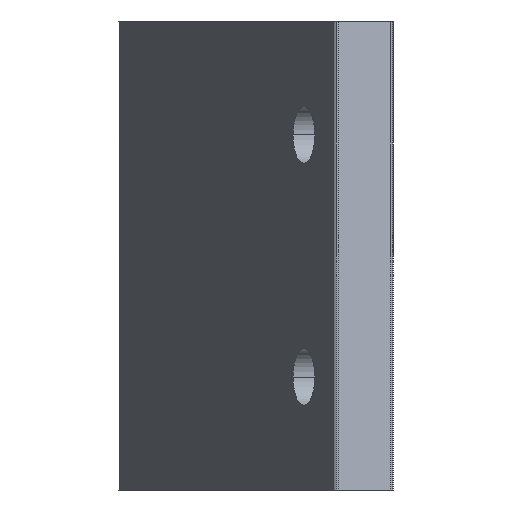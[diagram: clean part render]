
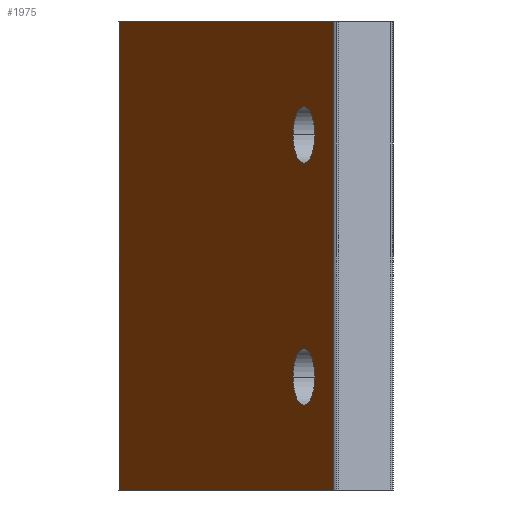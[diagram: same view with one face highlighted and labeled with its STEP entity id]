
A CAD part, left-side view. The second image highlights one B-rep face of the part: STEP entity #1975.
In plain terms, the highlighted planar face has unit normal (-0.383, 0.924, 0).
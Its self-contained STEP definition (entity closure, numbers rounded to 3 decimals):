
#21 = DIRECTION ( 'NONE',  ( 0.924, 0.383, 0. ) ) ;
#43 = DIRECTION ( 'NONE',  ( 0.383, -0.924, 0. ) ) ;
#57 = DIRECTION ( 'NONE',  ( 0.383, -0.924, 0. ) ) ;
#147 = CARTESIAN_POINT ( 'NONE',  ( 10405.888, 2577.371, 20. ) ) ;
#292 = PLANE ( 'NONE',  #4256 ) ;
#495 = CARTESIAN_POINT ( 'NONE',  ( 10457.972, 2598.946, -24. ) ) ;
#504 = DIRECTION ( 'NONE',  ( -0.924, -0.383, 0. ) ) ;
#925 = DIRECTION ( 'NONE',  ( 0.924, 0.383, 0. ) ) ;
#1070 = DIRECTION ( 'NONE',  ( -0.924, -0.383, 0. ) ) ;
#1126 = VECTOR ( 'NONE', #504, 1000. ) ;
#1235 = ORIENTED_EDGE ( 'NONE', *, *, #5684, .F. ) ;
#1326 = LINE ( 'NONE', #6766, #1126 ) ;
#1456 = CARTESIAN_POINT ( 'NONE',  ( 10457.972, 2598.946, 34. ) ) ;
#1637 = LINE ( 'NONE', #6698, #4794 ) ;
#1730 = ORIENTED_EDGE ( 'NONE', *, *, #6212, .T. ) ;
#1809 = EDGE_LOOP ( 'NONE', ( #4685, #1730 ) ) ;
#1975 = ADVANCED_FACE ( 'NONE', ( #2790, #7723, #6088 ), #292, .F. ) ;
#2158 = VERTEX_POINT ( 'NONE', #6276 ) ;
#2168 = AXIS2_PLACEMENT_3D ( 'NONE', #7517, #3824, #21 ) ;
#2174 = EDGE_CURVE ( 'NONE', #2253, #7805, #3066, .T. ) ;
#2216 = CARTESIAN_POINT ( 'NONE',  ( 10393.878, 2572.397, 34. ) ) ;
#2233 = EDGE_CURVE ( 'NONE', #2158, #3589, #2879, .T. ) ;
#2253 = VERTEX_POINT ( 'NONE', #147 ) ;
#2318 = DIRECTION ( 'NONE',  ( 0., 0., -1. ) ) ;
#2400 = EDGE_CURVE ( 'NONE', #7805, #2253, #3565, .T. ) ;
#2439 = CARTESIAN_POINT ( 'NONE',  ( 10402.654, 2576.032, 20. ) ) ;
#2620 = CIRCLE ( 'NONE', #7211, 3.5 ) ;
#2790 = FACE_BOUND ( 'NONE', #1809, .T. ) ;
#2879 = LINE ( 'NONE', #3940, #7617 ) ;
#3063 = DIRECTION ( 'NONE',  ( 0.924, 0.383, 0. ) ) ;
#3066 = CIRCLE ( 'NONE', #7161, 3.5 ) ;
#3256 = AXIS2_PLACEMENT_3D ( 'NONE', #2439, #6769, #3063 ) ;
#3408 = VERTEX_POINT ( 'NONE', #5026 ) ;
#3414 = LINE ( 'NONE', #7289, #4888 ) ;
#3565 = CIRCLE ( 'NONE', #3256, 3.5 ) ;
#3589 = VERTEX_POINT ( 'NONE', #2216 ) ;
#3716 = EDGE_CURVE ( 'NONE', #6381, #7275, #3414, .T. ) ;
#3789 = EDGE_CURVE ( 'NONE', #7275, #2158, #1326, .T. ) ;
#3824 = DIRECTION ( 'NONE',  ( 0.383, -0.924, 0. ) ) ;
#3842 = CARTESIAN_POINT ( 'NONE',  ( 10402.654, 2576.032, -10. ) ) ;
#3853 = CARTESIAN_POINT ( 'NONE',  ( 10402.654, 2576.032, 20. ) ) ;
#3871 = ORIENTED_EDGE ( 'NONE', *, *, #3716, .T. ) ;
#3940 = CARTESIAN_POINT ( 'NONE',  ( 10393.878, 2572.397, 10. ) ) ;
#4256 = AXIS2_PLACEMENT_3D ( 'NONE', #7154, #4713, #925 ) ;
#4460 = DIRECTION ( 'NONE',  ( 0.924, 0.383, 0. ) ) ;
#4473 = DIRECTION ( 'NONE',  ( 0.924, 0.383, 0. ) ) ;
#4685 = ORIENTED_EDGE ( 'NONE', *, *, #5516, .T. ) ;
#4713 = DIRECTION ( 'NONE',  ( 0.383, -0.924, 0. ) ) ;
#4794 = VECTOR ( 'NONE', #1070, 1000. ) ;
#4888 = VECTOR ( 'NONE', #2318, 1000. ) ;
#5026 = CARTESIAN_POINT ( 'NONE',  ( 10399.421, 2574.693, -10. ) ) ;
#5271 = ORIENTED_EDGE ( 'NONE', *, *, #2400, .T. ) ;
#5286 = ORIENTED_EDGE ( 'NONE', *, *, #3789, .T. ) ;
#5516 = EDGE_CURVE ( 'NONE', #3408, #7735, #2620, .T. ) ;
#5684 = EDGE_CURVE ( 'NONE', #6381, #3589, #1637, .T. ) ;
#5776 = CARTESIAN_POINT ( 'NONE',  ( 10405.888, 2577.371, -10. ) ) ;
#5863 = CARTESIAN_POINT ( 'NONE',  ( 10399.421, 2574.693, 20. ) ) ;
#5924 = EDGE_LOOP ( 'NONE', ( #5286, #7302, #1235, #3871 ) ) ;
#6088 = FACE_OUTER_BOUND ( 'NONE', #5924, .T. ) ;
#6212 = EDGE_CURVE ( 'NONE', #7735, #3408, #6402, .T. ) ;
#6276 = CARTESIAN_POINT ( 'NONE',  ( 10393.878, 2572.397, -24. ) ) ;
#6317 = ORIENTED_EDGE ( 'NONE', *, *, #2174, .T. ) ;
#6381 = VERTEX_POINT ( 'NONE', #1456 ) ;
#6402 = CIRCLE ( 'NONE', #2168, 3.5 ) ;
#6414 = EDGE_LOOP ( 'NONE', ( #5271, #6317 ) ) ;
#6698 = CARTESIAN_POINT ( 'NONE',  ( 10393.416, 2572.205, 34. ) ) ;
#6766 = CARTESIAN_POINT ( 'NONE',  ( 10393.416, 2572.205, -24. ) ) ;
#6769 = DIRECTION ( 'NONE',  ( 0.383, -0.924, 0. ) ) ;
#7019 = DIRECTION ( 'NONE',  ( 0., 0., 1. ) ) ;
#7154 = CARTESIAN_POINT ( 'NONE',  ( 10393.416, 2572.205, 10. ) ) ;
#7161 = AXIS2_PLACEMENT_3D ( 'NONE', #3853, #57, #4473 ) ;
#7211 = AXIS2_PLACEMENT_3D ( 'NONE', #3842, #43, #4460 ) ;
#7275 = VERTEX_POINT ( 'NONE', #495 ) ;
#7289 = CARTESIAN_POINT ( 'NONE',  ( 10457.972, 2598.946, 10. ) ) ;
#7302 = ORIENTED_EDGE ( 'NONE', *, *, #2233, .T. ) ;
#7517 = CARTESIAN_POINT ( 'NONE',  ( 10402.654, 2576.032, -10. ) ) ;
#7617 = VECTOR ( 'NONE', #7019, 1000. ) ;
#7723 = FACE_BOUND ( 'NONE', #6414, .T. ) ;
#7735 = VERTEX_POINT ( 'NONE', #5776 ) ;
#7805 = VERTEX_POINT ( 'NONE', #5863 ) ;
